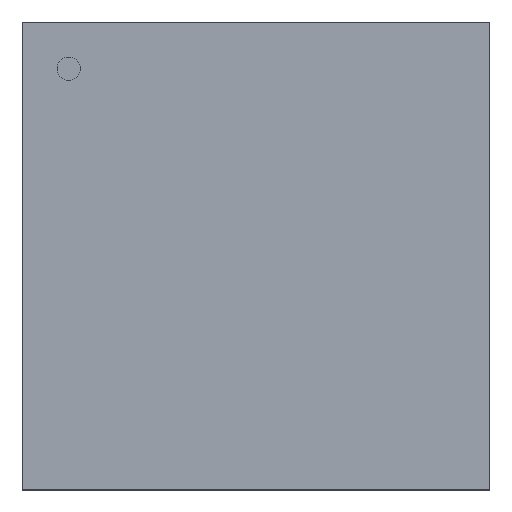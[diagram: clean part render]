
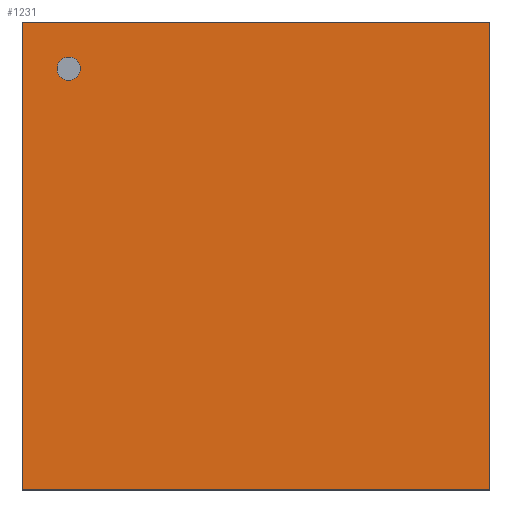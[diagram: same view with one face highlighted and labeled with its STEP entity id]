
A CAD part, top view. The second image highlights one B-rep face of the part: STEP entity #1231.
In plain terms, the highlighted planar face has unit normal (0, 0, 1).
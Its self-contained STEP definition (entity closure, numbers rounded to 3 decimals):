
#1007=CARTESIAN_POINT('',(2.756,-2.756,0.889));
#1006=VERTEX_POINT('',#1007);
#1017=CARTESIAN_POINT('',(-2.756,-2.756,0.889));
#1016=VERTEX_POINT('',#1017);
#1015=EDGE_CURVE('',#1016,#1006,#1020,.T.);
#1020=LINE('',#1017,#1022);
#1022=VECTOR('',#1023,5.512);
#1023=DIRECTION('',(1.0,0.0,0.0));
#1056=CARTESIAN_POINT('',(2.756,2.756,0.889));
#1055=VERTEX_POINT('',#1056);
#1064=EDGE_CURVE('',#1006,#1055,#1069,.T.);
#1069=LINE('',#1007,#1071);
#1071=VECTOR('',#1072,5.512);
#1072=DIRECTION('',(0.0,1.0,0.0));
#1105=CARTESIAN_POINT('',(-2.756,2.756,0.889));
#1104=VERTEX_POINT('',#1105);
#1113=EDGE_CURVE('',#1055,#1104,#1118,.T.);
#1118=LINE('',#1056,#1120);
#1120=VECTOR('',#1121,5.512);
#1121=DIRECTION('',(-1.0,0.0,0.0));
#1162=EDGE_CURVE('',#1104,#1016,#1167,.T.);
#1167=LINE('',#1105,#1169);
#1169=VECTOR('',#1170,5.512);
#1170=DIRECTION('',(0.0,-1.0,0.0));
#1231=ADVANCED_FACE('',(#1237),#1232,.T.);
#1232=PLANE('',#1233);
#1233=AXIS2_PLACEMENT_3D('',#1234,#1235,#1236);
#1234=CARTESIAN_POINT('',(-2.756,-2.756,0.889));
#1235=DIRECTION('',(0.0,0.0,1.0));
#1236=DIRECTION('',(0.,1.,0.));
#1237=FACE_OUTER_BOUND('',#1238,.T.);
#1238=EDGE_LOOP('',(#1239,#1249,#1259,#1269));
#1239=ORIENTED_EDGE('',*,*,#1015,.T.);
#1249=ORIENTED_EDGE('',*,*,#1064,.T.);
#1259=ORIENTED_EDGE('',*,*,#1113,.T.);
#1269=ORIENTED_EDGE('',*,*,#1162,.T.);
